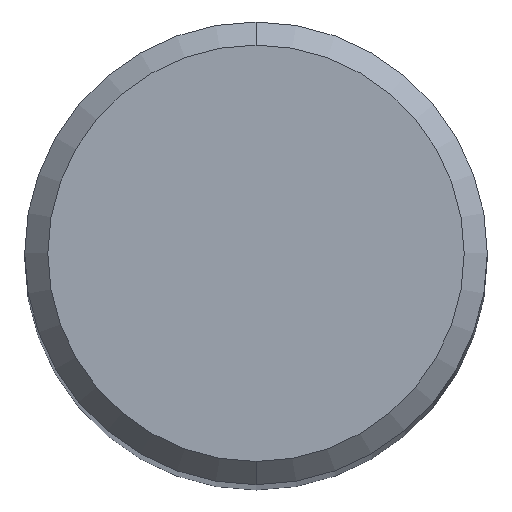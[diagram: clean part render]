
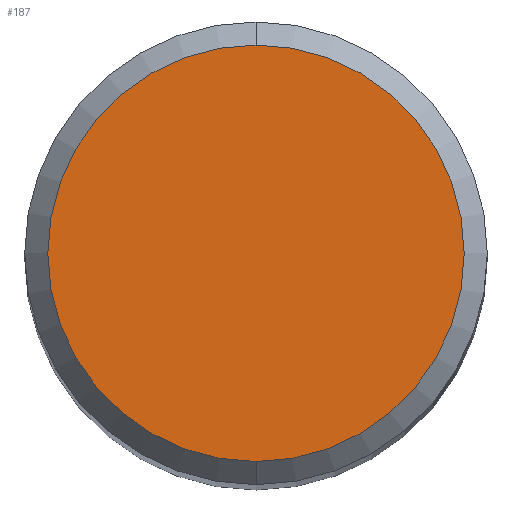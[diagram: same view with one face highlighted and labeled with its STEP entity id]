
A CAD part, top view. The second image highlights one B-rep face of the part: STEP entity #187.
In plain terms, the highlighted planar face has unit normal (0, 0, 1).
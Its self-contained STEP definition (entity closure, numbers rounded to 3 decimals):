
#187=ADVANCED_FACE('',(#496),#497,.T.);
#283=EDGE_CURVE('',#345,#307,#601,.T.);
#307=VERTEX_POINT('',#627);
#311=EDGE_CURVE('',#307,#345,#631,.T.);
#345=VERTEX_POINT('',#667);
#496=FACE_OUTER_BOUND('',#826,.T.);
#497=PLANE('',#827);
#601=CIRCLE('',#1053,3.6);
#627=CARTESIAN_POINT('',(0.0,3.6,0.0));
#631=CIRCLE('',#1096,3.6);
#667=CARTESIAN_POINT('',(0.,-3.6,0.0));
#826=EDGE_LOOP('',(#1477,#1478));
#827=AXIS2_PLACEMENT_3D('',#1479,#1480,#1481);
#1053=AXIS2_PLACEMENT_3D('',#1571,#1572,#1573);
#1096=AXIS2_PLACEMENT_3D('',#1598,#1599,#1600);
#1477=ORIENTED_EDGE('',*,*,#311,.F.);
#1478=ORIENTED_EDGE('',*,*,#283,.F.);
#1479=CARTESIAN_POINT('',(0.0,1.8,0.0));
#1480=DIRECTION('',(-0.0,0.0,1.0));
#1481=DIRECTION('',(0.0,-1.0,0.0));
#1571=CARTESIAN_POINT('',(0.0,0.0,0.0));
#1572=DIRECTION('',(0.0,0.0,-1.0));
#1573=DIRECTION('',(0.0,1.0,0.0));
#1598=CARTESIAN_POINT('',(0.0,0.0,0.0));
#1599=DIRECTION('',(0.0,0.0,-1.0));
#1600=DIRECTION('',(0.0,1.0,0.0));
